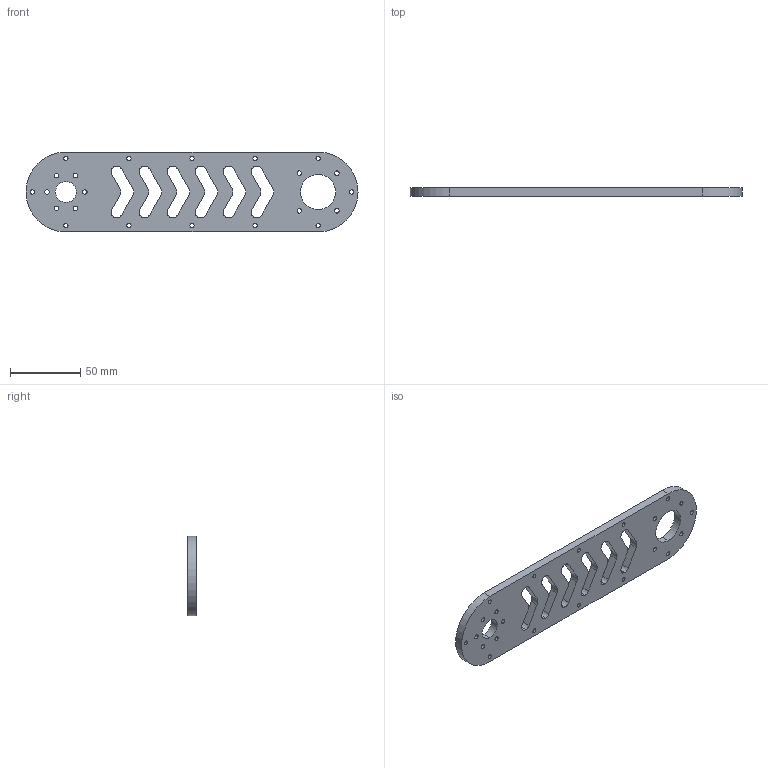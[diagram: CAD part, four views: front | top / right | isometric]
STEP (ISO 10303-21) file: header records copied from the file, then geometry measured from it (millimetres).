
FILE_DESCRIPTION (( 'STEP AP203' ), '1' );
FILE_NAME ('二三轴连杆.STEP', '2025-06-30T14:04:45', ( '' ), ( '' ), 'SwSTEP 2.0', 'SolidWorks 2022', '' );
FILE_SCHEMA (( 'CONFIG_CONTROL_DESIGN' ));
Length unit declared in the file: millimetre
Products named in the file (1): 二三轴连杆
Bounding box: 237 x 6 x 57 mm (x, y, z)
Volume: 60396 mm3; surface area: 28685.3 mm2
Topology: 1 solids, 1 shells, 120 faces, 354 edges, 236 vertices
Faces by surface type: cylinder 92, plane 28
Entity records: 4299 total; most frequent: DIRECTION 780, CARTESIAN_POINT 711, ORIENTED_EDGE 708, EDGE_CURVE 354, AXIS2_PLACEMENT_3D 305, VERTEX_POINT 236, CIRCLE 184, EDGE_LOOP 180
